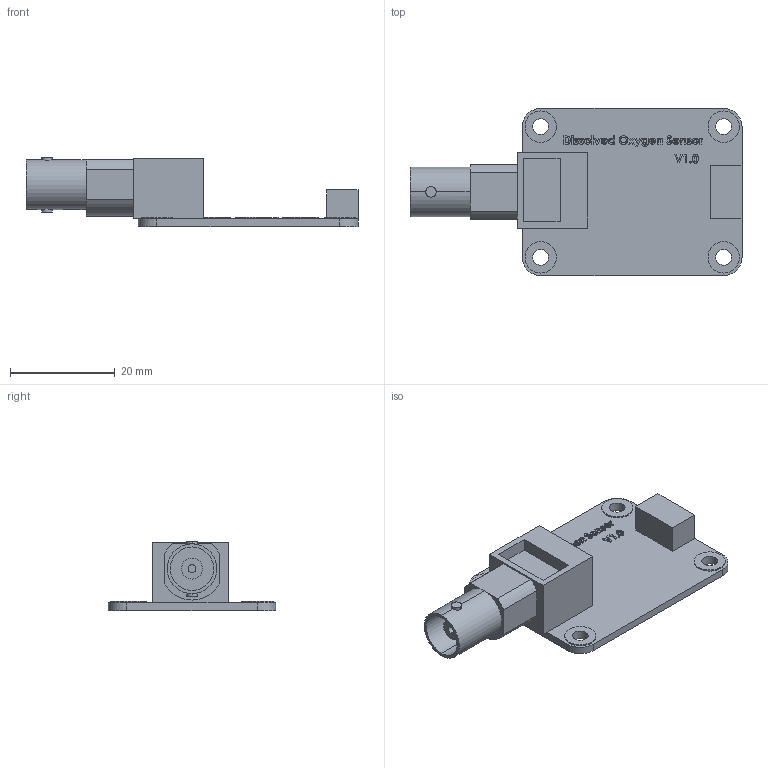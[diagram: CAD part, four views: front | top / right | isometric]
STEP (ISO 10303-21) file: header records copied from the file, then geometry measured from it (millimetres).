
FILE_DESCRIPTION (( 'STEP AP214' ), '1' );
FILE_NAME ('Gravity Dissolved Oxygen Sensor v1.0.STEP', '2019-10-24T10:16:33', ( '' ), ( '' ), 'SwSTEP 2.0', 'SolidWorks 2018', '' );
FILE_SCHEMA (( 'AUTOMOTIVE_DESIGN' ));
Length unit declared in the file: millimetre
Products named in the file (1): Gravity Dissolved Oxygen Sensor v1.0
Bounding box: 63.5 x 32 x 13.2 mm (x, y, z)
Volume: 5332.4 mm3; surface area: 5655.5 mm2
Topology: 3 solids, 3 shells, 391 faces, 1011 edges, 672 vertices
Faces by surface type: plane 190, bspline 165, cylinder 36
Entity records: 23960 total; most frequent: CARTESIAN_POINT 11412, ORIENTED_EDGE 2022, DIRECTION 1199, EDGE_CURVE 1011, VERTEX_POINT 672, LINE 609, VECTOR 609, EDGE_LOOP 445
